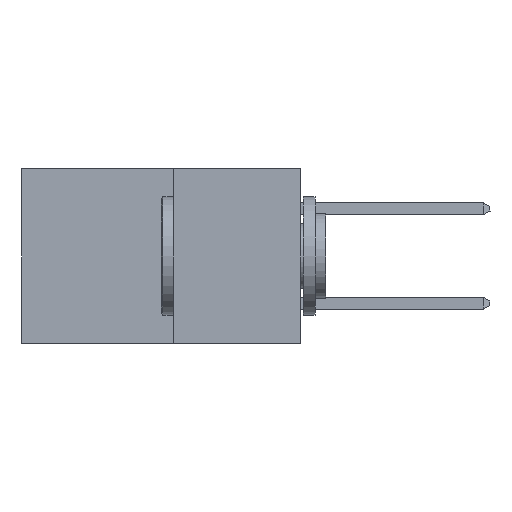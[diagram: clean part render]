
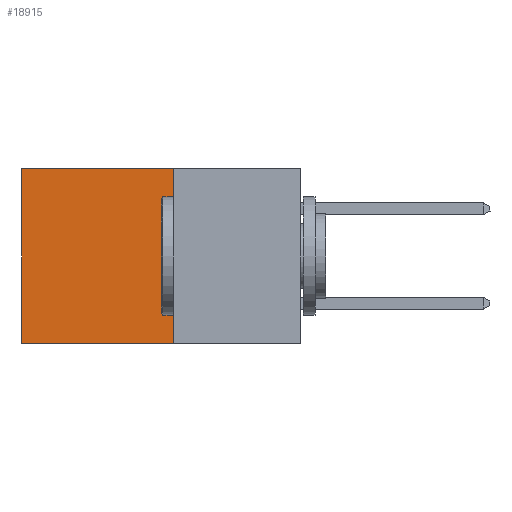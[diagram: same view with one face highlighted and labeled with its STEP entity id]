
A CAD part, left-side view. The second image highlights one B-rep face of the part: STEP entity #18915.
In plain terms, the highlighted planar face has unit normal (-1, 0, 0).
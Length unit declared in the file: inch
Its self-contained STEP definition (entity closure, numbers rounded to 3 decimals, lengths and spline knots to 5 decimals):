
#208 = DIRECTION ( 'NONE',  ( 1., 0., 0. ) ) ;
#453 = VERTEX_POINT ( 'NONE', #18104 ) ;
#834 = DIRECTION ( 'NONE',  ( 0., 1., 0. ) ) ;
#1055 = VECTOR ( 'NONE', #10154, 39.37008 ) ;
#3681 = LINE ( 'NONE', #10736, #13566 ) ;
#3906 = ORIENTED_EDGE ( 'NONE', *, *, #20516, .F. ) ;
#4172 = CARTESIAN_POINT ( 'NONE',  ( 0.277, 0.59, -0.37 ) ) ;
#4720 = CARTESIAN_POINT ( 'NONE',  ( 0.277, 0.27, 0. ) ) ;
#6053 = ORIENTED_EDGE ( 'NONE', *, *, #20718, .T. ) ;
#6275 = EDGE_LOOP ( 'NONE', ( #23445, #3906, #10181, #6053 ) ) ;
#6350 = LINE ( 'NONE', #4172, #1055 ) ;
#10127 = PLANE ( 'NONE',  #19283 ) ;
#10154 = DIRECTION ( 'NONE',  ( 0., 0., -1. ) ) ;
#10181 = ORIENTED_EDGE ( 'NONE', *, *, #11517, .F. ) ;
#10736 = CARTESIAN_POINT ( 'NONE',  ( 0.277, 0.27, -0.37 ) ) ;
#11517 = EDGE_CURVE ( 'NONE', #15905, #14153, #20813, .T. ) ;
#13566 = VECTOR ( 'NONE', #834, 39.37008 ) ;
#14042 = DIRECTION ( 'NONE',  ( 0., 0., -1. ) ) ;
#14153 = VERTEX_POINT ( 'NONE', #22579 ) ;
#15905 = VERTEX_POINT ( 'NONE', #4720 ) ;
#17247 = CARTESIAN_POINT ( 'NONE',  ( 0.277, 0.27, 0. ) ) ;
#18104 = CARTESIAN_POINT ( 'NONE',  ( 0.277, 0.59, -0.37 ) ) ;
#18381 = EDGE_CURVE ( 'NONE', #23376, #453, #6350, .T. ) ;
#18667 = CARTESIAN_POINT ( 'NONE',  ( 0.277, 0.27, -0.37 ) ) ;
#18915 = ADVANCED_FACE ( 'NONE', ( #24777 ), #10127, .F. ) ;
#19236 = DIRECTION ( 'NONE',  ( 0., 1., 0. ) ) ;
#19283 = AXIS2_PLACEMENT_3D ( 'NONE', #23848, #208, #14042 ) ;
#19606 = VECTOR ( 'NONE', #20618, 39.37008 ) ;
#19734 = LINE ( 'NONE', #17247, #24315 ) ;
#20516 = EDGE_CURVE ( 'NONE', #14153, #453, #3681, .T. ) ;
#20618 = DIRECTION ( 'NONE',  ( 0., 0., -1. ) ) ;
#20718 = EDGE_CURVE ( 'NONE', #15905, #23376, #19734, .T. ) ;
#20813 = LINE ( 'NONE', #18667, #19606 ) ;
#22579 = CARTESIAN_POINT ( 'NONE',  ( 0.277, 0.27, -0.37 ) ) ;
#23376 = VERTEX_POINT ( 'NONE', #25263 ) ;
#23445 = ORIENTED_EDGE ( 'NONE', *, *, #18381, .T. ) ;
#23848 = CARTESIAN_POINT ( 'NONE',  ( 0.277, 0.27, -0.37 ) ) ;
#24315 = VECTOR ( 'NONE', #19236, 39.37008 ) ;
#24777 = FACE_OUTER_BOUND ( 'NONE', #6275, .T. ) ;
#25263 = CARTESIAN_POINT ( 'NONE',  ( 0.277, 0.59, 0. ) ) ;
